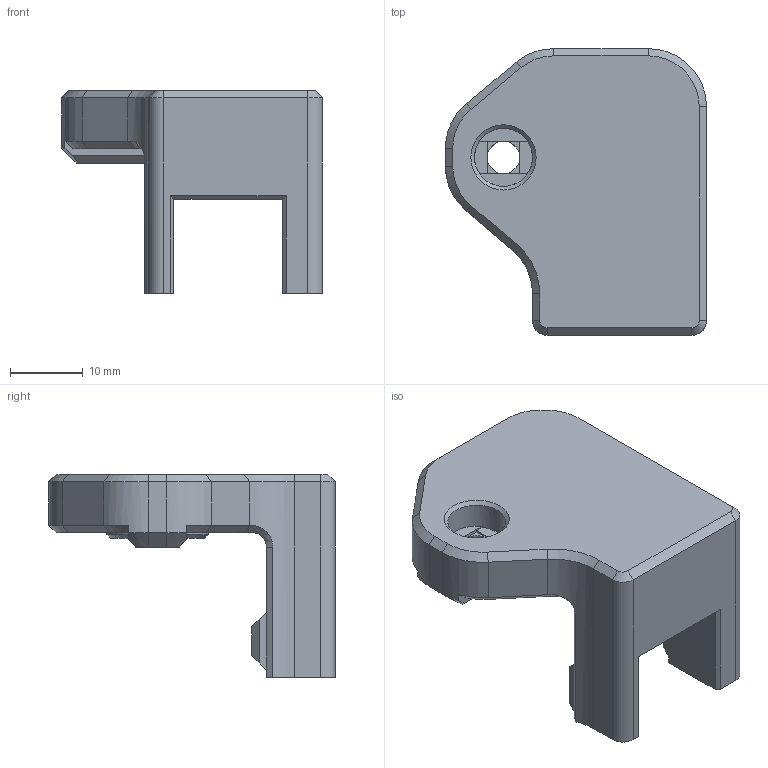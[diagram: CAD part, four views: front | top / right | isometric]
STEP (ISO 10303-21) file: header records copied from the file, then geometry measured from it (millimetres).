
FILE_DESCRIPTION(/* description */ (''),/* implementation_level */ '2;1');
FILE_NAME(/* name */ 'z-axis-limit-right.step',/* time_stamp */ '2023-01-14T11:57:27+07:00',/* author */ (''),/* organization */ (''),/* preprocessor_version */ 'ST-DEVELOPER v19.2',/* originating_system */ 'Autodesk Translation Framework v11.17.0.187',/* authorisation */ '');
FILE_SCHEMA (('AUTOMOTIVE_DESIGN { 1 0 10303 214 3 1 1 }'));
Length unit declared in the file: millimetre
Products named in the file (2): Z-Axis Limit Right; Z-Axis Limit Right_1
Assembly tree (1 placements, depth 2):
  Z-Axis Limit Right
    Z-Axis Limit Right_1
Bounding box: 36 x 39.5 x 28 mm (x, y, z)
Volume: 12054.2 mm3; surface area: 4678.6 mm2
Topology: 1 solids, 1 shells, 98 faces, 247 edges, 151 vertices
Faces by surface type: plane 66, cone 18, cylinder 12, bspline 2
Full cylindrical faces by diameter (mm): 4.5 x1, 8 x1, 14 x1
Entity records: 3001 total; most frequent: CARTESIAN_POINT 603, ORIENTED_EDGE 494, DIRECTION 485, EDGE_CURVE 247, LINE 179, VECTOR 179, AXIS2_PLACEMENT_3D 153, VERTEX_POINT 151
